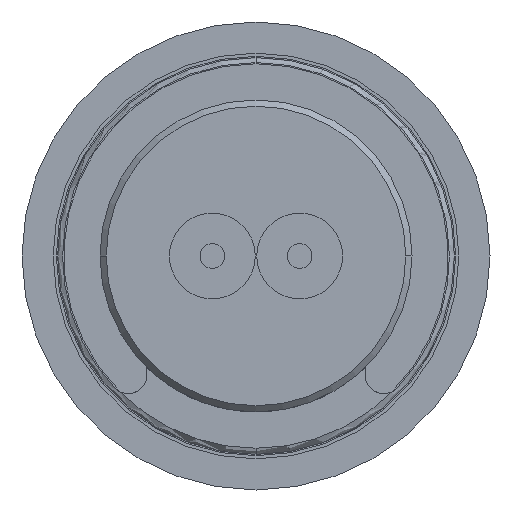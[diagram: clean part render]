
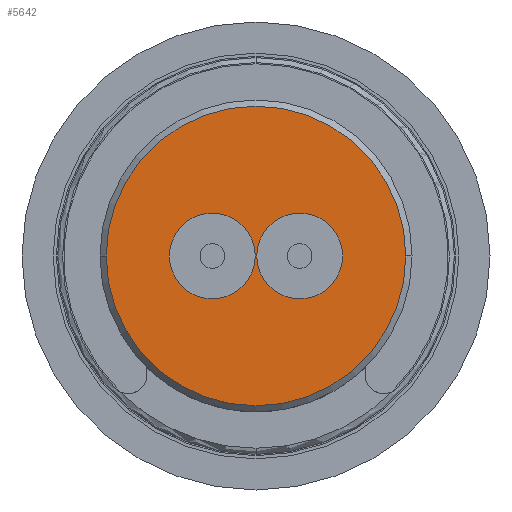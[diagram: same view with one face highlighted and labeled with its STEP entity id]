
A CAD part, front view. The second image highlights one B-rep face of the part: STEP entity #5642.
In plain terms, the highlighted planar face has unit normal (0, -1, 0).
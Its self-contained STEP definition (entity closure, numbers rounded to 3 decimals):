
#143 = EDGE_LOOP ( 'NONE', ( #3382, #6820 ) ) ;
#190 = CARTESIAN_POINT ( 'NONE',  ( -0.7, -24.6, 0. ) ) ;
#325 = ORIENTED_EDGE ( 'NONE', *, *, #2697, .T. ) ;
#452 = ORIENTED_EDGE ( 'NONE', *, *, #3579, .T. ) ;
#578 = DIRECTION ( 'NONE',  ( 0., -1., 0. ) ) ;
#646 = DIRECTION ( 'NONE',  ( 0., -1., 0. ) ) ;
#767 = ORIENTED_EDGE ( 'NONE', *, *, #5211, .F. ) ;
#772 = EDGE_CURVE ( 'NONE', #7481, #5963, #6953, .T. ) ;
#781 = CIRCLE ( 'NONE', #2734, 0.687 ) ;
#877 = CARTESIAN_POINT ( 'NONE',  ( -0.7, -24.6, 0.688 ) ) ;
#1809 = AXIS2_PLACEMENT_3D ( 'NONE', #7230, #578, #3243 ) ;
#1952 = CIRCLE ( 'NONE', #4051, 2.4 ) ;
#2149 = CARTESIAN_POINT ( 'NONE',  ( -0.7, -24.6, -0.688 ) ) ;
#2185 = EDGE_LOOP ( 'NONE', ( #325, #452 ) ) ;
#2317 = EDGE_CURVE ( 'NONE', #7943, #3899, #7689, .T. ) ;
#2336 = CARTESIAN_POINT ( 'NONE',  ( 0., -24.6, 0. ) ) ;
#2567 = CARTESIAN_POINT ( 'NONE',  ( 0.7, -24.6, 0. ) ) ;
#2697 = EDGE_CURVE ( 'NONE', #5184, #7370, #1952, .T. ) ;
#2734 = AXIS2_PLACEMENT_3D ( 'NONE', #2567, #646, #5810 ) ;
#2940 = DIRECTION ( 'NONE',  ( 0., -1., 0. ) ) ;
#3167 = AXIS2_PLACEMENT_3D ( 'NONE', #4438, #5221, #7110 ) ;
#3243 = DIRECTION ( 'NONE',  ( -1., 0., 0. ) ) ;
#3286 = CARTESIAN_POINT ( 'NONE',  ( 2.5, -24.6, 0. ) ) ;
#3333 = FACE_BOUND ( 'NONE', #4000, .T. ) ;
#3382 = ORIENTED_EDGE ( 'NONE', *, *, #6153, .F. ) ;
#3579 = EDGE_CURVE ( 'NONE', #7370, #5184, #4471, .T. ) ;
#3899 = VERTEX_POINT ( 'NONE', #6388 ) ;
#3926 = AXIS2_PLACEMENT_3D ( 'NONE', #7948, #6514, #8522 ) ;
#3985 = CARTESIAN_POINT ( 'NONE',  ( 2.4, -24.6, 0. ) ) ;
#4000 = EDGE_LOOP ( 'NONE', ( #7860, #767 ) ) ;
#4051 = AXIS2_PLACEMENT_3D ( 'NONE', #2336, #5054, #7072 ) ;
#4434 = CIRCLE ( 'NONE', #5130, 0.687 ) ;
#4438 = CARTESIAN_POINT ( 'NONE',  ( -0.7, -24.6, 0. ) ) ;
#4471 = CIRCLE ( 'NONE', #1809, 2.4 ) ;
#4736 = DIRECTION ( 'NONE',  ( -1., 0., 0. ) ) ;
#4797 = CARTESIAN_POINT ( 'NONE',  ( 0.7, -24.6, -0.687 ) ) ;
#5054 = DIRECTION ( 'NONE',  ( 0., -1., 0. ) ) ;
#5130 = AXIS2_PLACEMENT_3D ( 'NONE', #190, #2940, #6933 ) ;
#5184 = VERTEX_POINT ( 'NONE', #7026 ) ;
#5211 = EDGE_CURVE ( 'NONE', #5963, #7481, #4434, .T. ) ;
#5221 = DIRECTION ( 'NONE',  ( 0., -1., 0. ) ) ;
#5349 = PLANE ( 'NONE',  #7642 ) ;
#5642 = ADVANCED_FACE ( 'Defeature ausgef�hrt2_14', ( #7446, #3333, #8100 ), #5349, .F. ) ;
#5810 = DIRECTION ( 'NONE',  ( -1., 0., 0. ) ) ;
#5963 = VERTEX_POINT ( 'NONE', #2149 ) ;
#6153 = EDGE_CURVE ( 'NONE', #3899, #7943, #781, .T. ) ;
#6388 = CARTESIAN_POINT ( 'NONE',  ( 0.7, -24.6, 0.687 ) ) ;
#6514 = DIRECTION ( 'NONE',  ( 0., -1., 0. ) ) ;
#6820 = ORIENTED_EDGE ( 'NONE', *, *, #2317, .F. ) ;
#6933 = DIRECTION ( 'NONE',  ( -1., 0., 0. ) ) ;
#6953 = CIRCLE ( 'NONE', #3167, 0.687 ) ;
#7026 = CARTESIAN_POINT ( 'NONE',  ( -2.4, -24.6, 0. ) ) ;
#7072 = DIRECTION ( 'NONE',  ( -1., 0., 0. ) ) ;
#7110 = DIRECTION ( 'NONE',  ( -1., 0., 0. ) ) ;
#7230 = CARTESIAN_POINT ( 'NONE',  ( 0., -24.6, 0. ) ) ;
#7370 = VERTEX_POINT ( 'NONE', #3985 ) ;
#7446 = FACE_BOUND ( 'NONE', #143, .T. ) ;
#7481 = VERTEX_POINT ( 'NONE', #877 ) ;
#7642 = AXIS2_PLACEMENT_3D ( 'NONE', #3286, #8582, #4736 ) ;
#7689 = CIRCLE ( 'NONE', #3926, 0.687 ) ;
#7860 = ORIENTED_EDGE ( 'NONE', *, *, #772, .F. ) ;
#7943 = VERTEX_POINT ( 'NONE', #4797 ) ;
#7948 = CARTESIAN_POINT ( 'NONE',  ( 0.7, -24.6, 0. ) ) ;
#8100 = FACE_OUTER_BOUND ( 'NONE', #2185, .T. ) ;
#8522 = DIRECTION ( 'NONE',  ( -1., 0., 0. ) ) ;
#8582 = DIRECTION ( 'NONE',  ( 0., 1., 0. ) ) ;
